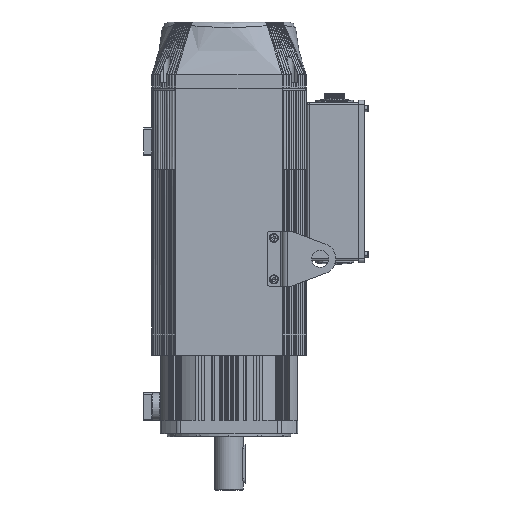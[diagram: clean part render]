
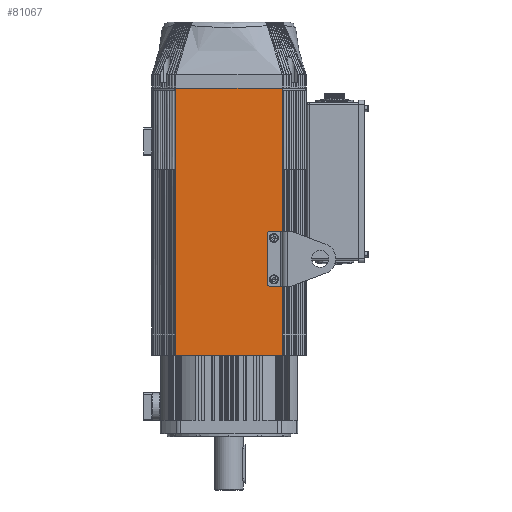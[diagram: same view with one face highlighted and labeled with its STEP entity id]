
A CAD part, front view. The second image highlights one B-rep face of the part: STEP entity #81067.
In plain terms, the highlighted planar face has unit normal (0, -1, 0).
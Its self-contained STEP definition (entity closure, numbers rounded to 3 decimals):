
#2432 = EDGE_CURVE ( 'NONE', #70034, #3750, #48745, .T. ) ;
#2454 = EDGE_LOOP ( 'NONE', ( #123224, #8444, #148411, #44133, #95070, #150683 ) ) ;
#3496 = LINE ( 'NONE', #62903, #139290 ) ;
#3750 = VERTEX_POINT ( 'NONE', #14166 ) ;
#3925 = DIRECTION ( 'NONE',  ( 0., 0., 1. ) ) ;
#4043 = AXIS2_PLACEMENT_3D ( 'NONE', #70376, #58837, #109797 ) ;
#4358 = EDGE_CURVE ( 'NONE', #26567, #15692, #54040, .T. ) ;
#5148 = LINE ( 'NONE', #116104, #135193 ) ;
#5310 = EDGE_CURVE ( 'NONE', #105068, #15692, #139831, .T. ) ;
#5854 = CIRCLE ( 'NONE', #105552, 5. ) ;
#6374 = VECTOR ( 'NONE', #3925, 1000. ) ;
#7018 = CARTESIAN_POINT ( 'NONE',  ( 55.25, -112., 203. ) ) ;
#8145 = DIRECTION ( 'NONE',  ( 0., -1., 0. ) ) ;
#8444 = ORIENTED_EDGE ( 'NONE', *, *, #121431, .F. ) ;
#10197 = LINE ( 'NONE', #34076, #64738 ) ;
#10609 = DIRECTION ( 'NONE',  ( 0., 0., -1. ) ) ;
#14166 = CARTESIAN_POINT ( 'NONE',  ( 75.25, -112., 128. ) ) ;
#14301 = EDGE_CURVE ( 'NONE', #70034, #125335, #5148, .T. ) ;
#15692 = VERTEX_POINT ( 'NONE', #159311 ) ;
#16920 = VECTOR ( 'NONE', #17089, 1000. ) ;
#17089 = DIRECTION ( 'NONE',  ( 1., 0., 0. ) ) ;
#17910 = CARTESIAN_POINT ( 'NONE',  ( 73.238, -112., 28. ) ) ;
#20075 = CARTESIAN_POINT ( 'NONE',  ( 75.25, -112., 208. ) ) ;
#26343 = EDGE_CURVE ( 'NONE', #26567, #92369, #128128, .T. ) ;
#26567 = VERTEX_POINT ( 'NONE', #148563 ) ;
#27174 = CARTESIAN_POINT ( 'NONE',  ( 77.149, -112., 415.9 ) ) ;
#34076 = CARTESIAN_POINT ( 'NONE',  ( 55.25, -112., 203. ) ) ;
#42673 = ORIENTED_EDGE ( 'NONE', *, *, #5310, .T. ) ;
#44133 = ORIENTED_EDGE ( 'NONE', *, *, #109420, .F. ) ;
#44527 = EDGE_LOOP ( 'NONE', ( #131903, #42673, #147701, #97638 ) ) ;
#47767 = CARTESIAN_POINT ( 'NONE',  ( 60.25, -112., 128. ) ) ;
#48745 = LINE ( 'NONE', #98875, #129388 ) ;
#54040 = LINE ( 'NONE', #63923, #6374 ) ;
#55329 = EDGE_CURVE ( 'NONE', #92369, #105068, #3496, .T. ) ;
#56342 = VECTOR ( 'NONE', #64157, 1000. ) ;
#58486 = LINE ( 'NONE', #47767, #150939 ) ;
#58837 = DIRECTION ( 'NONE',  ( 0., -1., 0. ) ) ;
#59134 = DIRECTION ( 'NONE',  ( 0., -1., 0. ) ) ;
#60740 = CARTESIAN_POINT ( 'NONE',  ( 60.25, -112., 133. ) ) ;
#61278 = DIRECTION ( 'NONE',  ( 0., 0., 1. ) ) ;
#62903 = CARTESIAN_POINT ( 'NONE',  ( 77.149, -112., -69. ) ) ;
#63923 = CARTESIAN_POINT ( 'NONE',  ( -77.149, -112., -69. ) ) ;
#64157 = DIRECTION ( 'NONE',  ( -1., 0., 0. ) ) ;
#64738 = VECTOR ( 'NONE', #84213, 1000. ) ;
#70034 = VERTEX_POINT ( 'NONE', #20075 ) ;
#70376 = CARTESIAN_POINT ( 'NONE',  ( 73.238, -112., -288.784 ) ) ;
#71647 = CARTESIAN_POINT ( 'NONE',  ( 60.25, -112., 208. ) ) ;
#72792 = FACE_OUTER_BOUND ( 'NONE', #44527, .T. ) ;
#76815 = VERTEX_POINT ( 'NONE', #96803 ) ;
#81067 = ADVANCED_FACE ( 'NONE', ( #121350, #72792 ), #144444, .T. ) ;
#83968 = CARTESIAN_POINT ( 'NONE',  ( 77.149, -112., 28. ) ) ;
#84213 = DIRECTION ( 'NONE',  ( 0., 0., -1. ) ) ;
#84394 = VERTEX_POINT ( 'NONE', #113842 ) ;
#92369 = VERTEX_POINT ( 'NONE', #83968 ) ;
#95070 = ORIENTED_EDGE ( 'NONE', *, *, #14301, .F. ) ;
#96079 = DIRECTION ( 'NONE',  ( 0., 0., -1. ) ) ;
#96803 = CARTESIAN_POINT ( 'NONE',  ( 55.25, -112., 133. ) ) ;
#97638 = ORIENTED_EDGE ( 'NONE', *, *, #26343, .T. ) ;
#98875 = CARTESIAN_POINT ( 'NONE',  ( 75.25, -112., 133. ) ) ;
#101842 = AXIS2_PLACEMENT_3D ( 'NONE', #60740, #59134, #10609 ) ;
#105068 = VERTEX_POINT ( 'NONE', #123094 ) ;
#105552 = AXIS2_PLACEMENT_3D ( 'NONE', #146294, #8145, #96079 ) ;
#109420 = EDGE_CURVE ( 'NONE', #125335, #122129, #5854, .T. ) ;
#109797 = DIRECTION ( 'NONE',  ( 0., 0., -1. ) ) ;
#110259 = DIRECTION ( 'NONE',  ( 1., 0., 0. ) ) ;
#113842 = CARTESIAN_POINT ( 'NONE',  ( 60.25, -112., 128. ) ) ;
#116104 = CARTESIAN_POINT ( 'NONE',  ( 74.516, -112., 208. ) ) ;
#121350 = FACE_BOUND ( 'NONE', #2454, .T. ) ;
#121431 = EDGE_CURVE ( 'NONE', #76815, #84394, #157504, .T. ) ;
#122129 = VERTEX_POINT ( 'NONE', #7018 ) ;
#123094 = CARTESIAN_POINT ( 'NONE',  ( 77.149, -112., 415.9 ) ) ;
#123224 = ORIENTED_EDGE ( 'NONE', *, *, #124370, .F. ) ;
#124370 = EDGE_CURVE ( 'NONE', #84394, #3750, #58486, .T. ) ;
#125335 = VERTEX_POINT ( 'NONE', #71647 ) ;
#128128 = LINE ( 'NONE', #17910, #16920 ) ;
#128729 = EDGE_CURVE ( 'NONE', #122129, #76815, #10197, .T. ) ;
#129388 = VECTOR ( 'NONE', #149083, 1000. ) ;
#131903 = ORIENTED_EDGE ( 'NONE', *, *, #55329, .T. ) ;
#135193 = VECTOR ( 'NONE', #153156, 1000. ) ;
#139290 = VECTOR ( 'NONE', #61278, 1000. ) ;
#139831 = LINE ( 'NONE', #27174, #56342 ) ;
#144444 = PLANE ( 'NONE',  #4043 ) ;
#146294 = CARTESIAN_POINT ( 'NONE',  ( 60.25, -112., 203. ) ) ;
#147701 = ORIENTED_EDGE ( 'NONE', *, *, #4358, .F. ) ;
#148411 = ORIENTED_EDGE ( 'NONE', *, *, #128729, .F. ) ;
#148563 = CARTESIAN_POINT ( 'NONE',  ( -77.149, -112., 28. ) ) ;
#149083 = DIRECTION ( 'NONE',  ( 0., 0., -1. ) ) ;
#150683 = ORIENTED_EDGE ( 'NONE', *, *, #2432, .T. ) ;
#150939 = VECTOR ( 'NONE', #110259, 1000. ) ;
#153156 = DIRECTION ( 'NONE',  ( -1., 0., 0. ) ) ;
#157504 = CIRCLE ( 'NONE', #101842, 5. ) ;
#159311 = CARTESIAN_POINT ( 'NONE',  ( -77.149, -112., 415.9 ) ) ;
